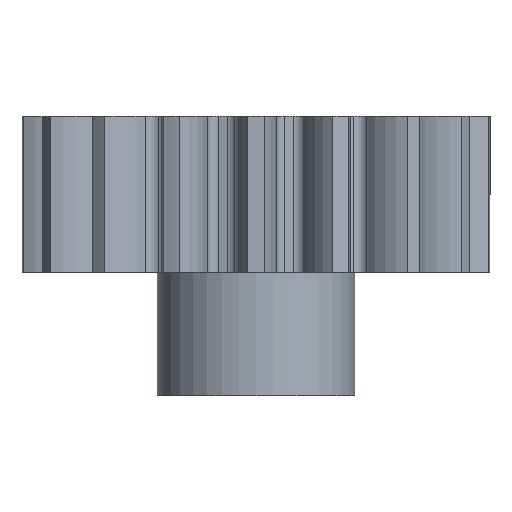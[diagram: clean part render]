
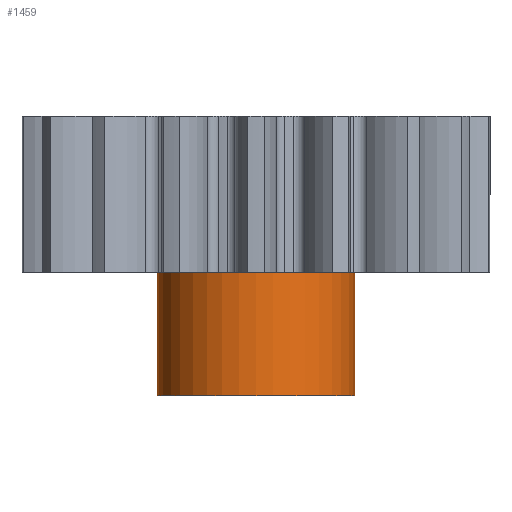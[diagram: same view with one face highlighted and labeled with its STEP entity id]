
A CAD part, front view. The second image highlights one B-rep face of the part: STEP entity #1459.
In plain terms, the highlighted cylindrical face has radius 12 mm (diameter 24 mm), a partial arc.
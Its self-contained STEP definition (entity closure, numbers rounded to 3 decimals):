
#1394 = ORIENTED_EDGE ( 'NONE', *, *, #1504, .T. ) ;
#1395 = ORIENTED_EDGE ( 'NONE', *, *, #4413, .T. ) ;
#1459 = ADVANCED_FACE ( 'NONE', ( #3505 ), #3561, .T. ) ;
#1470 = EDGE_LOOP ( 'NONE', ( #1483, #1512, #1395, #1394 ) ) ;
#1483 = ORIENTED_EDGE ( 'NONE', *, *, #4392, .F. ) ;
#1503 = EDGE_CURVE ( 'NONE', #4424, #4376, #3539, .T. ) ;
#1504 = EDGE_CURVE ( 'NONE', #4386, #4425, #3593, .T. ) ;
#1512 = ORIENTED_EDGE ( 'NONE', *, *, #1503, .T. ) ;
#3504 = CARTESIAN_POINT ( 'NONE',  ( 0., 0., -15. ) ) ;
#3505 = FACE_OUTER_BOUND ( 'NONE', #1470, .T. ) ;
#3506 = DIRECTION ( 'NONE',  ( 0., 0., 1. ) ) ;
#3512 = AXIS2_PLACEMENT_3D ( 'NONE', #3504, #3506, #3527 ) ;
#3527 = DIRECTION ( 'NONE',  ( 1., 0., 0. ) ) ;
#3538 = AXIS2_PLACEMENT_3D ( 'NONE', #3579, #3578, #3577 ) ;
#3539 = CIRCLE ( 'NONE', #3587, 12. ) ;
#3561 = CYLINDRICAL_SURFACE ( 'NONE', #3512, 12. ) ;
#3577 = DIRECTION ( 'NONE',  ( -1., 0., 0. ) ) ;
#3578 = DIRECTION ( 'NONE',  ( 0., 0., -1. ) ) ;
#3579 = CARTESIAN_POINT ( 'NONE',  ( 0., 0., 5.5 ) ) ;
#3585 = DIRECTION ( 'NONE',  ( 1., 0., 0. ) ) ;
#3586 = DIRECTION ( 'NONE',  ( 0., 0., 1. ) ) ;
#3587 = AXIS2_PLACEMENT_3D ( 'NONE', #3592, #3586, #3585 ) ;
#3592 = CARTESIAN_POINT ( 'NONE',  ( 0., 0., -15. ) ) ;
#3593 = CIRCLE ( 'NONE', #3538, 12. ) ;
#3625 = CARTESIAN_POINT ( 'NONE',  ( -12., 0., -15. ) ) ;
#3678 = CARTESIAN_POINT ( 'NONE',  ( -12., 0., 5.5 ) ) ;
#3812 = CARTESIAN_POINT ( 'NONE',  ( -12., 0., -15. ) ) ;
#3813 = LINE ( 'NONE', #3812, #3850 ) ;
#3821 = CARTESIAN_POINT ( 'NONE',  ( 12., 0., -15. ) ) ;
#3849 = DIRECTION ( 'NONE',  ( 0., 0., 1. ) ) ;
#3850 = VECTOR ( 'NONE', #3849, 1000. ) ;
#3858 = CARTESIAN_POINT ( 'NONE',  ( 12., 0., 5.5 ) ) ;
#3878 = DIRECTION ( 'NONE',  ( 0., 0., 1. ) ) ;
#3879 = VECTOR ( 'NONE', #3878, 1000. ) ;
#3880 = CARTESIAN_POINT ( 'NONE',  ( 12., 0., -15. ) ) ;
#3894 = LINE ( 'NONE', #3880, #3879 ) ;
#4376 = VERTEX_POINT ( 'NONE', #3821 ) ;
#4386 = VERTEX_POINT ( 'NONE', #3858 ) ;
#4392 = EDGE_CURVE ( 'NONE', #4424, #4425, #3813, .T. ) ;
#4413 = EDGE_CURVE ( 'NONE', #4376, #4386, #3894, .T. ) ;
#4424 = VERTEX_POINT ( 'NONE', #3625 ) ;
#4425 = VERTEX_POINT ( 'NONE', #3678 ) ;
